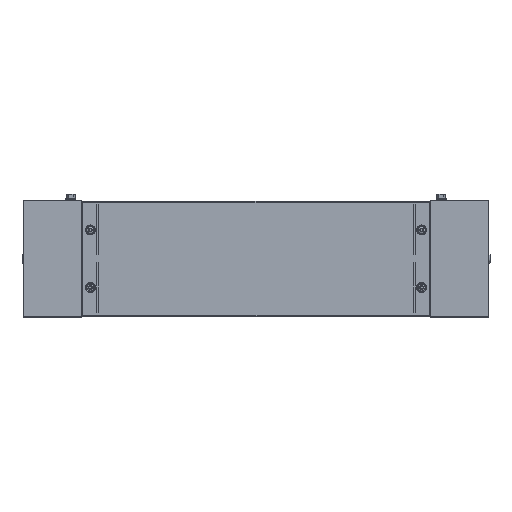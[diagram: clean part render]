
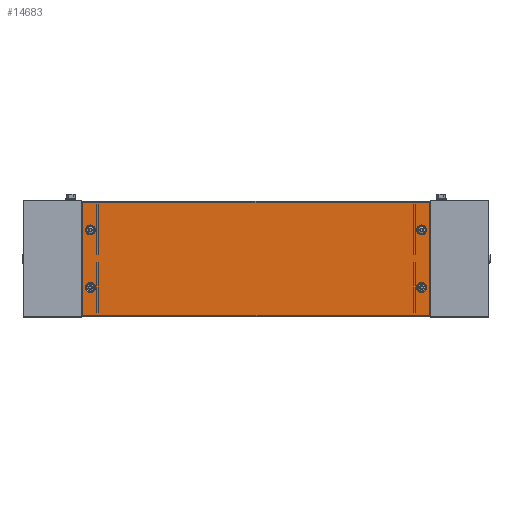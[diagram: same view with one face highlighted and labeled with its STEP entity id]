
A CAD part, top view. The second image highlights one B-rep face of the part: STEP entity #14683.
In plain terms, the highlighted face is planar.
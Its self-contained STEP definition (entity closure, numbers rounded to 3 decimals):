
#664 = CARTESIAN_POINT ( 'NONE',  ( 699., -1., 0. ) ) ;
#792 = AXIS2_PLACEMENT_3D ( 'NONE', #6851, #16970, #16682 ) ;
#862 = VERTEX_POINT ( 'NONE', #17131 ) ;
#870 = CARTESIAN_POINT ( 'NONE',  ( 115.5, -149.5, 0. ) ) ;
#1103 = DIRECTION ( 'NONE',  ( 1., 0., 0. ) ) ;
#1120 = CIRCLE ( 'NONE', #2620, 7.691 ) ;
#1278 = CARTESIAN_POINT ( 'NONE',  ( 107.809, -50.5, 0. ) ) ;
#1396 = AXIS2_PLACEMENT_3D ( 'NONE', #15833, #2853, #7806 ) ;
#1565 = CARTESIAN_POINT ( 'NONE',  ( 684.5, -50.5, 0. ) ) ;
#1633 = EDGE_CURVE ( 'NONE', #7359, #3070, #12452, .T. ) ;
#1635 = ORIENTED_EDGE ( 'NONE', *, *, #13202, .T. ) ;
#1887 = LINE ( 'NONE', #6240, #6451 ) ;
#2463 = DIRECTION ( 'NONE',  ( 1., 0., 0. ) ) ;
#2620 = AXIS2_PLACEMENT_3D ( 'NONE', #7125, #5518, #14206 ) ;
#2853 = DIRECTION ( 'NONE',  ( 0., 0., 1. ) ) ;
#3070 = VERTEX_POINT ( 'NONE', #12249 ) ;
#3328 = CIRCLE ( 'NONE', #17860, 7.691 ) ;
#3403 = EDGE_CURVE ( 'NONE', #5249, #13539, #15563, .T. ) ;
#3603 = VERTEX_POINT ( 'NONE', #16067 ) ;
#3992 = DIRECTION ( 'NONE',  ( 0., 0., 1. ) ) ;
#4055 = VERTEX_POINT ( 'NONE', #16728 ) ;
#4203 = FACE_BOUND ( 'NONE', #10833, .T. ) ;
#4551 = EDGE_CURVE ( 'NONE', #3603, #14294, #12396, .T. ) ;
#4564 = EDGE_CURVE ( 'NONE', #16812, #18334, #5212, .T. ) ;
#4847 = DIRECTION ( 'NONE',  ( 1., 0., 0. ) ) ;
#4874 = EDGE_CURVE ( 'NONE', #862, #10998, #3328, .T. ) ;
#4896 = CARTESIAN_POINT ( 'NONE',  ( 107.809, -149.5, 0. ) ) ;
#5167 = EDGE_CURVE ( 'NONE', #18334, #3603, #15178, .T. ) ;
#5212 = LINE ( 'NONE', #664, #7864 ) ;
#5249 = VERTEX_POINT ( 'NONE', #9526 ) ;
#5518 = DIRECTION ( 'NONE',  ( 0., 0., 1. ) ) ;
#5718 = FACE_OUTER_BOUND ( 'NONE', #17373, .T. ) ;
#6072 = EDGE_CURVE ( 'NONE', #3070, #7359, #11252, .T. ) ;
#6240 = CARTESIAN_POINT ( 'NONE',  ( 101., -199., 0. ) ) ;
#6451 = VECTOR ( 'NONE', #7676, 1000. ) ;
#6851 = CARTESIAN_POINT ( 'NONE',  ( 684.5, -149.5, 0. ) ) ;
#7034 = AXIS2_PLACEMENT_3D ( 'NONE', #10542, #17818, #4847 ) ;
#7125 = CARTESIAN_POINT ( 'NONE',  ( 684.5, -149.5, 0. ) ) ;
#7359 = VERTEX_POINT ( 'NONE', #1278 ) ;
#7399 = AXIS2_PLACEMENT_3D ( 'NONE', #12036, #9497, #16580 ) ;
#7423 = CARTESIAN_POINT ( 'NONE',  ( 692.191, -50.5, 0. ) ) ;
#7676 = DIRECTION ( 'NONE',  ( 1., 0., 0. ) ) ;
#7806 = DIRECTION ( 'NONE',  ( 1., 0., 0. ) ) ;
#7864 = VECTOR ( 'NONE', #16457, 1000. ) ;
#7941 = AXIS2_PLACEMENT_3D ( 'NONE', #18712, #9913, #1103 ) ;
#8357 = EDGE_CURVE ( 'NONE', #14294, #16812, #1887, .T. ) ;
#8359 = EDGE_LOOP ( 'NONE', ( #9367, #10626 ) ) ;
#8472 = VERTEX_POINT ( 'NONE', #10094 ) ;
#8499 = DIRECTION ( 'NONE',  ( 0., 0., 1. ) ) ;
#8637 = CIRCLE ( 'NONE', #792, 7.691 ) ;
#9367 = ORIENTED_EDGE ( 'NONE', *, *, #1633, .T. ) ;
#9497 = DIRECTION ( 'NONE',  ( 0., 0., 1. ) ) ;
#9526 = CARTESIAN_POINT ( 'NONE',  ( 676.809, -50.5, 0. ) ) ;
#9679 = AXIS2_PLACEMENT_3D ( 'NONE', #870, #3992, #2463 ) ;
#9913 = DIRECTION ( 'NONE',  ( 0., 0., 1. ) ) ;
#9995 = FACE_BOUND ( 'NONE', #8359, .T. ) ;
#10094 = CARTESIAN_POINT ( 'NONE',  ( 692.191, -149.5, 0. ) ) ;
#10102 = DIRECTION ( 'NONE',  ( 1., 0., 0. ) ) ;
#10237 = EDGE_CURVE ( 'NONE', #4055, #8472, #8637, .T. ) ;
#10364 = FACE_BOUND ( 'NONE', #18150, .T. ) ;
#10542 = CARTESIAN_POINT ( 'NONE',  ( 115.5, -50.5, 0. ) ) ;
#10586 = DIRECTION ( 'NONE',  ( 0., 0., 1. ) ) ;
#10626 = ORIENTED_EDGE ( 'NONE', *, *, #6072, .T. ) ;
#10833 = EDGE_LOOP ( 'NONE', ( #11511, #1635 ) ) ;
#10840 = CIRCLE ( 'NONE', #14714, 7.691 ) ;
#10998 = VERTEX_POINT ( 'NONE', #4896 ) ;
#11073 = ORIENTED_EDGE ( 'NONE', *, *, #17183, .T. ) ;
#11252 = CIRCLE ( 'NONE', #7941, 7.691 ) ;
#11511 = ORIENTED_EDGE ( 'NONE', *, *, #3403, .T. ) ;
#11580 = FACE_BOUND ( 'NONE', #14353, .T. ) ;
#12036 = CARTESIAN_POINT ( 'NONE',  ( 684.5, -50.5, 0. ) ) ;
#12119 = VECTOR ( 'NONE', #17648, 1000. ) ;
#12186 = CARTESIAN_POINT ( 'NONE',  ( 115.5, -149.5, 0. ) ) ;
#12209 = CARTESIAN_POINT ( 'NONE',  ( 699., -1., 0. ) ) ;
#12249 = CARTESIAN_POINT ( 'NONE',  ( 123.191, -50.5, 0. ) ) ;
#12275 = DIRECTION ( 'NONE',  ( 1., 0., 0. ) ) ;
#12396 = LINE ( 'NONE', #17796, #16001 ) ;
#12452 = CIRCLE ( 'NONE', #7034, 7.691 ) ;
#13155 = ORIENTED_EDGE ( 'NONE', *, *, #4564, .F. ) ;
#13202 = EDGE_CURVE ( 'NONE', #13539, #5249, #10840, .T. ) ;
#13539 = VERTEX_POINT ( 'NONE', #7423 ) ;
#13555 = ORIENTED_EDGE ( 'NONE', *, *, #8357, .F. ) ;
#13767 = ORIENTED_EDGE ( 'NONE', *, *, #14002, .T. ) ;
#13939 = CARTESIAN_POINT ( 'NONE',  ( 699., -199., 0. ) ) ;
#14002 = EDGE_CURVE ( 'NONE', #8472, #4055, #1120, .T. ) ;
#14206 = DIRECTION ( 'NONE',  ( 1., 0., 0. ) ) ;
#14294 = VERTEX_POINT ( 'NONE', #18484 ) ;
#14353 = EDGE_LOOP ( 'NONE', ( #15529, #13767 ) ) ;
#14517 = ORIENTED_EDGE ( 'NONE', *, *, #4551, .F. ) ;
#14683 = ADVANCED_FACE ( 'NONE', ( #11580, #10364, #4203, #9995, #5718 ), #17262, .F. ) ;
#14714 = AXIS2_PLACEMENT_3D ( 'NONE', #1565, #8499, #10102 ) ;
#15178 = LINE ( 'NONE', #16228, #12119 ) ;
#15342 = ORIENTED_EDGE ( 'NONE', *, *, #5167, .F. ) ;
#15529 = ORIENTED_EDGE ( 'NONE', *, *, #10237, .T. ) ;
#15563 = CIRCLE ( 'NONE', #7399, 7.691 ) ;
#15833 = CARTESIAN_POINT ( 'NONE',  ( 0., 0., 0. ) ) ;
#16001 = VECTOR ( 'NONE', #18177, 1000. ) ;
#16067 = CARTESIAN_POINT ( 'NONE',  ( 101., -1., 0. ) ) ;
#16228 = CARTESIAN_POINT ( 'NONE',  ( 101., -1., 0. ) ) ;
#16457 = DIRECTION ( 'NONE',  ( 0., 1., 0. ) ) ;
#16580 = DIRECTION ( 'NONE',  ( 1., 0., 0. ) ) ;
#16607 = CIRCLE ( 'NONE', #9679, 7.691 ) ;
#16682 = DIRECTION ( 'NONE',  ( 1., 0., 0. ) ) ;
#16728 = CARTESIAN_POINT ( 'NONE',  ( 676.809, -149.5, 0. ) ) ;
#16812 = VERTEX_POINT ( 'NONE', #13939 ) ;
#16970 = DIRECTION ( 'NONE',  ( 0., 0., 1. ) ) ;
#17131 = CARTESIAN_POINT ( 'NONE',  ( 123.191, -149.5, 0. ) ) ;
#17168 = ORIENTED_EDGE ( 'NONE', *, *, #4874, .T. ) ;
#17183 = EDGE_CURVE ( 'NONE', #10998, #862, #16607, .T. ) ;
#17262 = PLANE ( 'NONE',  #1396 ) ;
#17373 = EDGE_LOOP ( 'NONE', ( #14517, #15342, #13155, #13555 ) ) ;
#17648 = DIRECTION ( 'NONE',  ( -1., 0., 0. ) ) ;
#17796 = CARTESIAN_POINT ( 'NONE',  ( 101., -1., 0. ) ) ;
#17818 = DIRECTION ( 'NONE',  ( 0., 0., 1. ) ) ;
#17860 = AXIS2_PLACEMENT_3D ( 'NONE', #12186, #10586, #12275 ) ;
#18150 = EDGE_LOOP ( 'NONE', ( #11073, #17168 ) ) ;
#18177 = DIRECTION ( 'NONE',  ( 0., -1., 0. ) ) ;
#18334 = VERTEX_POINT ( 'NONE', #12209 ) ;
#18484 = CARTESIAN_POINT ( 'NONE',  ( 101., -199., 0. ) ) ;
#18712 = CARTESIAN_POINT ( 'NONE',  ( 115.5, -50.5, 0. ) ) ;
